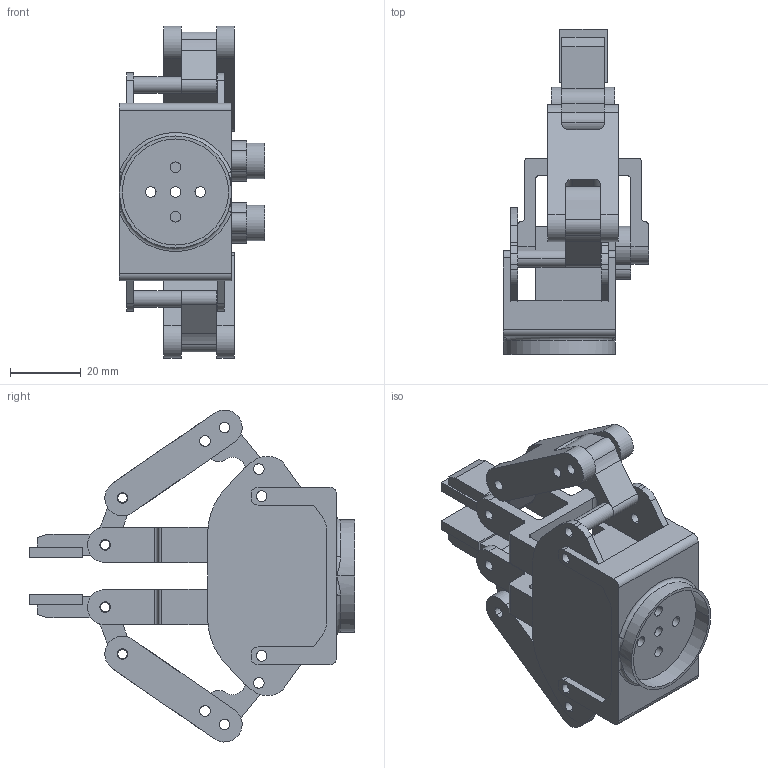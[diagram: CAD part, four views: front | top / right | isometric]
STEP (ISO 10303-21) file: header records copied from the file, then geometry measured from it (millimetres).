
FILE_DESCRIPTION (( 'STEP AP203' ), '1' );
FILE_NAME ('Assemblage3.STEP', '2023-09-26T07:09:57', ( '' ), ( '' ), 'SwSTEP 2.0', 'SolidWorks 2018', '' );
FILE_SCHEMA (( 'CONFIG_CONTROL_DESIGN' ));
Length unit declared in the file: millimetre
Products named in the file (10): Assemblage3; Tower Pro 9g Micro Servo SG90; Pièce6_D‚faut; Pièce1300_D‚faut; Pièce10_D‚faut; Pièce13_D‚faut; Pièce2_D‚faut; Pièce7_D‚faut; Pièce11_D‚faut; Pièce3_D‚faut
Assembly tree (16 placements, depth 2):
  Assemblage3
    Pièce10_D‚faut  x3
    Pièce11_D‚faut  x2
    Pièce6_D‚faut  x2
    Pièce7_D‚faut  x2
    Pièce13_D‚faut
    Pièce1300_D‚faut
    Pièce2_D‚faut
    Pièce3_D‚faut  x2
    Tower Pro 9g Micro Servo SG90  x2
Bounding box: 41 x 91.87 x 93.82 mm (x, y, z)
Volume: 61474.8 mm3; surface area: 43060.4 mm2
Topology: 18 solids, 18 shells, 609 faces, 1592 edges, 1050 vertices
Faces by surface type: cylinder 322, plane 251, bspline 18, torus 18
Entity records: 13055 total; most frequent: CARTESIAN_POINT 2302, DIRECTION 2077, ORIENTED_EDGE 1916, EDGE_CURVE 958, AXIS2_PLACEMENT_3D 776, VERTEX_POINT 633, LINE 525, VECTOR 525
